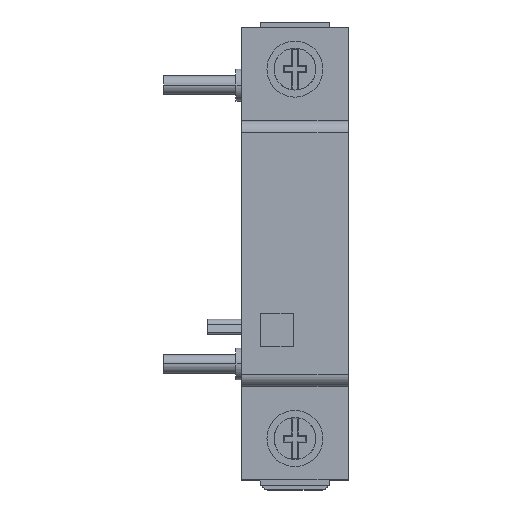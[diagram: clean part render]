
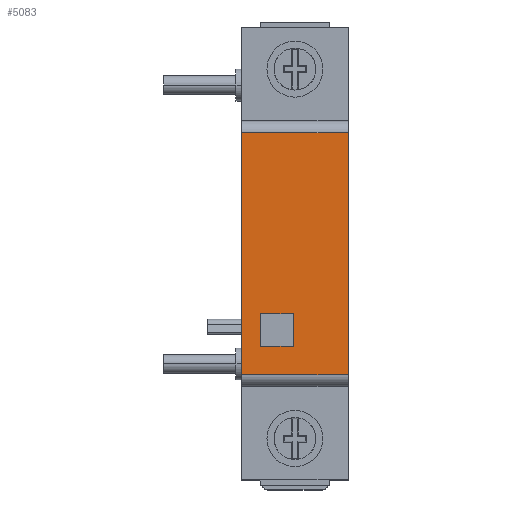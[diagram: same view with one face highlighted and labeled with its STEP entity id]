
A CAD part, top view. The second image highlights one B-rep face of the part: STEP entity #5083.
In plain terms, the highlighted planar face has unit normal (0, 0, 1).
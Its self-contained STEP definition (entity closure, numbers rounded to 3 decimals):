
#89 = EDGE_CURVE ( 'NONE', #2526, #228, #4416, .T. ) ;
#154 = DIRECTION ( 'NONE',  ( 1., 0., 0. ) ) ;
#194 = CARTESIAN_POINT ( 'NONE',  ( 9., 20.5, 0. ) ) ;
#228 = VERTEX_POINT ( 'NONE', #2226 ) ;
#408 = ORIENTED_EDGE ( 'NONE', *, *, #1636, .T. ) ;
#453 = VERTEX_POINT ( 'NONE', #1165 ) ;
#652 = CARTESIAN_POINT ( 'NONE',  ( -9., -20.5, 0. ) ) ;
#680 = CARTESIAN_POINT ( 'NONE',  ( -9., 20.5, 0. ) ) ;
#988 = LINE ( 'NONE', #3613, #4968 ) ;
#1117 = ORIENTED_EDGE ( 'NONE', *, *, #2061, .T. ) ;
#1165 = CARTESIAN_POINT ( 'NONE',  ( 9., 20.5, 0. ) ) ;
#1347 = CARTESIAN_POINT ( 'NONE',  ( -5.8, -15.7, 0. ) ) ;
#1367 = LINE ( 'NONE', #4934, #5388 ) ;
#1399 = EDGE_LOOP ( 'NONE', ( #4480, #5022, #3356, #3052 ) ) ;
#1464 = EDGE_CURVE ( 'NONE', #3389, #2115, #5309, .T. ) ;
#1494 = VERTEX_POINT ( 'NONE', #2761 ) ;
#1514 = VECTOR ( 'NONE', #3100, 1000. ) ;
#1636 = EDGE_CURVE ( 'NONE', #453, #3854, #4686, .T. ) ;
#1983 = CARTESIAN_POINT ( 'NONE',  ( -5.8, -10.2, 0. ) ) ;
#2061 = EDGE_CURVE ( 'NONE', #3854, #2526, #4964, .T. ) ;
#2093 = EDGE_CURVE ( 'NONE', #453, #228, #988, .T. ) ;
#2115 = VERTEX_POINT ( 'NONE', #1347 ) ;
#2226 = CARTESIAN_POINT ( 'NONE',  ( 9., -20.5, 0. ) ) ;
#2285 = DIRECTION ( 'NONE',  ( 0., -1., 0. ) ) ;
#2379 = DIRECTION ( 'NONE',  ( -1., 0., 0. ) ) ;
#2526 = VERTEX_POINT ( 'NONE', #652 ) ;
#2624 = DIRECTION ( 'NONE',  ( 0., -1., 0. ) ) ;
#2761 = CARTESIAN_POINT ( 'NONE',  ( -0.3, -10.2, 0. ) ) ;
#2801 = CARTESIAN_POINT ( 'NONE',  ( -5.8, -10.2, 0. ) ) ;
#2880 = FACE_OUTER_BOUND ( 'NONE', #3025, .T. ) ;
#2911 = ORIENTED_EDGE ( 'NONE', *, *, #2093, .F. ) ;
#3005 = VECTOR ( 'NONE', #2379, 1000. ) ;
#3025 = EDGE_LOOP ( 'NONE', ( #1117, #3277, #2911, #408 ) ) ;
#3052 = ORIENTED_EDGE ( 'NONE', *, *, #5444, .F. ) ;
#3084 = CARTESIAN_POINT ( 'NONE',  ( -0.3, -15.7, 0. ) ) ;
#3100 = DIRECTION ( 'NONE',  ( 0., -1., 0. ) ) ;
#3209 = CARTESIAN_POINT ( 'NONE',  ( -9., -22.5, 0. ) ) ;
#3229 = DIRECTION ( 'NONE',  ( 0., 0., -1. ) ) ;
#3230 = VECTOR ( 'NONE', #4576, 1000. ) ;
#3277 = ORIENTED_EDGE ( 'NONE', *, *, #89, .T. ) ;
#3282 = AXIS2_PLACEMENT_3D ( 'NONE', #5499, #3229, #5527 ) ;
#3324 = LINE ( 'NONE', #2801, #3230 ) ;
#3346 = FACE_BOUND ( 'NONE', #1399, .T. ) ;
#3356 = ORIENTED_EDGE ( 'NONE', *, *, #4519, .F. ) ;
#3372 = VECTOR ( 'NONE', #3824, 1000. ) ;
#3389 = VERTEX_POINT ( 'NONE', #1983 ) ;
#3445 = EDGE_CURVE ( 'NONE', #1494, #3389, #3324, .T. ) ;
#3613 = CARTESIAN_POINT ( 'NONE',  ( 9., -22.5, 0. ) ) ;
#3754 = PLANE ( 'NONE',  #3282 ) ;
#3824 = DIRECTION ( 'NONE',  ( 1., 0., 0. ) ) ;
#3854 = VERTEX_POINT ( 'NONE', #680 ) ;
#4030 = DIRECTION ( 'NONE',  ( 0., 1., 0. ) ) ;
#4035 = VECTOR ( 'NONE', #2624, 1000. ) ;
#4416 = LINE ( 'NONE', #5658, #3372 ) ;
#4472 = VECTOR ( 'NONE', #154, 1000. ) ;
#4480 = ORIENTED_EDGE ( 'NONE', *, *, #1464, .F. ) ;
#4519 = EDGE_CURVE ( 'NONE', #5334, #1494, #1367, .T. ) ;
#4576 = DIRECTION ( 'NONE',  ( -1., 0., 0. ) ) ;
#4649 = CARTESIAN_POINT ( 'NONE',  ( -5.8, -15.7, 0. ) ) ;
#4686 = LINE ( 'NONE', #194, #3005 ) ;
#4842 = CARTESIAN_POINT ( 'NONE',  ( -5.8, -10.2, 0. ) ) ;
#4934 = CARTESIAN_POINT ( 'NONE',  ( -0.3, -10.2, 0. ) ) ;
#4964 = LINE ( 'NONE', #3209, #1514 ) ;
#4968 = VECTOR ( 'NONE', #2285, 1000. ) ;
#5022 = ORIENTED_EDGE ( 'NONE', *, *, #3445, .F. ) ;
#5083 = ADVANCED_FACE ( 'NONE', ( #2880, #3346 ), #3754, .F. ) ;
#5309 = LINE ( 'NONE', #4842, #4035 ) ;
#5334 = VERTEX_POINT ( 'NONE', #3084 ) ;
#5388 = VECTOR ( 'NONE', #4030, 1000. ) ;
#5444 = EDGE_CURVE ( 'NONE', #2115, #5334, #5520, .T. ) ;
#5499 = CARTESIAN_POINT ( 'NONE',  ( 9., -22.5, 0. ) ) ;
#5520 = LINE ( 'NONE', #4649, #4472 ) ;
#5527 = DIRECTION ( 'NONE',  ( -1., 0., 0. ) ) ;
#5658 = CARTESIAN_POINT ( 'NONE',  ( 9., -20.5, 0. ) ) ;
